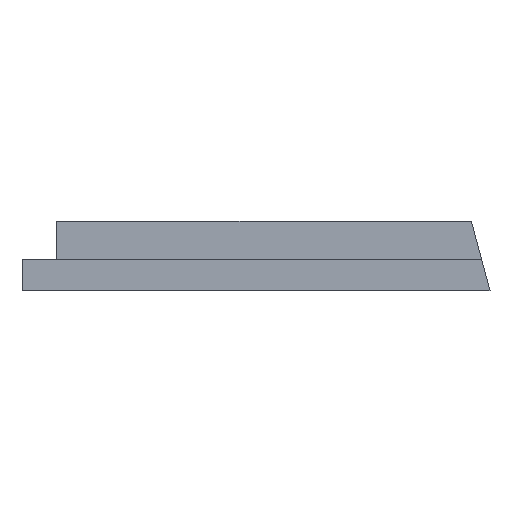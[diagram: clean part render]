
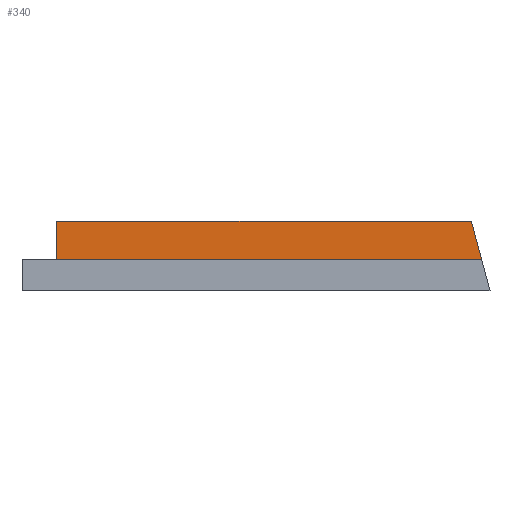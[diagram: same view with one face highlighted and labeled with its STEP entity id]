
A CAD part, front view. The second image highlights one B-rep face of the part: STEP entity #340.
In plain terms, the highlighted planar face has unit normal (0, -1, 0).
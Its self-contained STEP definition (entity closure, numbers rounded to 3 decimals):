
#157 = VERTEX_POINT('',#158);
#158 = CARTESIAN_POINT('',(23.018,-83.5,
    8.));
#164 = EDGE_CURVE('',#165,#157,#167,.T.);
#165 = VERTEX_POINT('',#166);
#166 = CARTESIAN_POINT('',(-1.5,-83.5,8.)
  );
#167 = LINE('',#168,#169);
#168 = CARTESIAN_POINT('',(-1.5,-83.5,8.)
  );
#169 = VECTOR('',#170,1.);
#170 = DIRECTION('',(1.,0.,0.));
#220 = VERTEX_POINT('',#221);
#221 = CARTESIAN_POINT('',(22.428,-83.5,
    10.2));
#227 = EDGE_CURVE('',#157,#220,#228,.T.);
#228 = LINE('',#229,#230);
#229 = CARTESIAN_POINT('',(21.627,-83.5,
    13.191));
#230 = VECTOR('',#231,1.);
#231 = DIRECTION('',(-0.259,0.,0.966));
#322 = EDGE_CURVE('',#323,#165,#325,.T.);
#323 = VERTEX_POINT('',#324);
#324 = CARTESIAN_POINT('',(-1.5,-83.5,10.2
    ));
#325 = LINE('',#326,#327);
#326 = CARTESIAN_POINT('',(-1.5,-83.5,10.2
    ));
#327 = VECTOR('',#328,1.);
#328 = DIRECTION('',(0.,0.,-1.));
#340 = ADVANCED_FACE('',(#341),#352,.T.);
#341 = FACE_BOUND('',#342,.T.);
#342 = EDGE_LOOP('',(#343,#349,#350,#351));
#343 = ORIENTED_EDGE('',*,*,#344,.F.);
#344 = EDGE_CURVE('',#323,#220,#345,.T.);
#345 = LINE('',#346,#347);
#346 = CARTESIAN_POINT('',(-1.5,-83.5,10.2
    ));
#347 = VECTOR('',#348,1.);
#348 = DIRECTION('',(1.,0.,0.));
#349 = ORIENTED_EDGE('',*,*,#322,.T.);
#350 = ORIENTED_EDGE('',*,*,#164,.T.);
#351 = ORIENTED_EDGE('',*,*,#227,.T.);
#352 = PLANE('',#353);
#353 = AXIS2_PLACEMENT_3D('',#354,#355,#356);
#354 = CARTESIAN_POINT('',(-1.5,-83.5,10.2
    ));
#355 = DIRECTION('',(0.,-1.,0.));
#356 = DIRECTION('',(1.,0.,0.));
